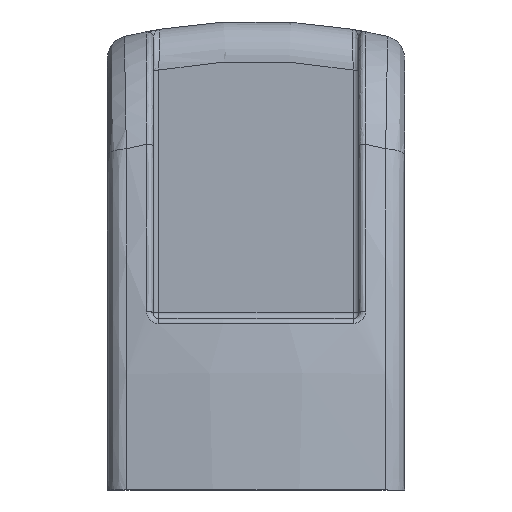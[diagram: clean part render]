
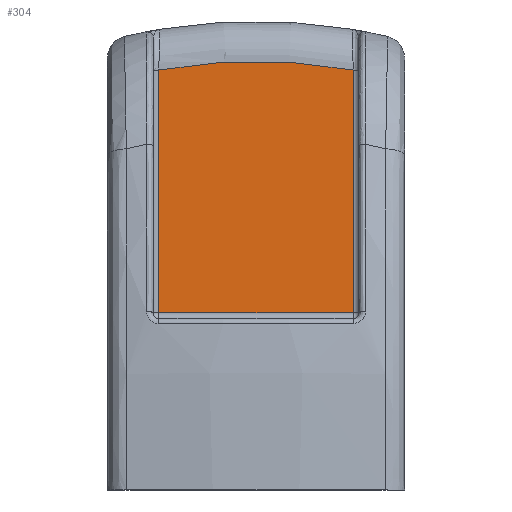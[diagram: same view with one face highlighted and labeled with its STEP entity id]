
A CAD part, left-side view. The second image highlights one B-rep face of the part: STEP entity #304.
In plain terms, the highlighted planar face has unit normal (-1, 0, 0).
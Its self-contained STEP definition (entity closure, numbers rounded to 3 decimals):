
#304 = ADVANCED_FACE( '', ( #683 ), #684, .T. );
#683 = FACE_OUTER_BOUND( '', #3356, .T. );
#684 = PLANE( '', #3357 );
#3356 = EDGE_LOOP( '', ( #6268, #6269, #6270, #6271 ) );
#3357 = AXIS2_PLACEMENT_3D( '', #6272, #6273, #6274 );
#6268 = ORIENTED_EDGE( '', *, *, #6917, .T. );
#6269 = ORIENTED_EDGE( '', *, *, #7146, .T. );
#6270 = ORIENTED_EDGE( '', *, *, #7119, .T. );
#6271 = ORIENTED_EDGE( '', *, *, #6905, .T. );
#6272 = CARTESIAN_POINT( '', ( -50., -9., 79.138 ) );
#6273 = DIRECTION( '', ( -1., 0., 0. ) );
#6274 = DIRECTION( '', ( 0., 0., 1. ) );
#6905 = EDGE_CURVE( '', #7446, #7451, #7453, .T. );
#6917 = EDGE_CURVE( '', #7451, #7469, #7471, .F. );
#7119 = EDGE_CURVE( '', #7778, #7446, #7779, .T. );
#7146 = EDGE_CURVE( '', #7469, #7778, #7812, .F. );
#7446 = VERTEX_POINT( '', #8696 );
#7451 = VERTEX_POINT( '', #8702 );
#7453 = LINE( '', #8704, #8705 );
#7469 = VERTEX_POINT( '', #8723 );
#7471 = LINE( '', #8725, #8726 );
#7778 = VERTEX_POINT( '', #9994 );
#7779 = CIRCLE( '', #9995, 46.5 );
#7812 = LINE( '', #10082, #10083 );
#8696 = CARTESIAN_POINT( '', ( -50., 8.5, 36.717 ) );
#8702 = CARTESIAN_POINT( '', ( -50., 8.5, 15.5 ) );
#8704 = CARTESIAN_POINT( '', ( -50., 8.5, 15. ) );
#8705 = VECTOR( '', #11093, 1000. );
#8723 = CARTESIAN_POINT( '', ( -50., -8.5, 15.5 ) );
#8725 = CARTESIAN_POINT( '', ( -50., -9., 15.5 ) );
#8726 = VECTOR( '', #11114, 1000. );
#9994 = CARTESIAN_POINT( '', ( -50., -8.5, 36.717 ) );
#9995 = AXIS2_PLACEMENT_3D( '', #11394, #11395, #11396 );
#10082 = CARTESIAN_POINT( '', ( -50., -8.5, 36.621 ) );
#10083 = VECTOR( '', #11429, 1000. );
#11093 = DIRECTION( '', ( 0., 0., -1. ) );
#11114 = DIRECTION( '', ( 0., 1., 0. ) );
#11394 = CARTESIAN_POINT( '', ( -50., 0., -9. ) );
#11395 = DIRECTION( '', ( -1., 0., 0. ) );
#11396 = DIRECTION( '', ( 0., 0., 1. ) );
#11429 = DIRECTION( '', ( 0., 0., -1. ) );
